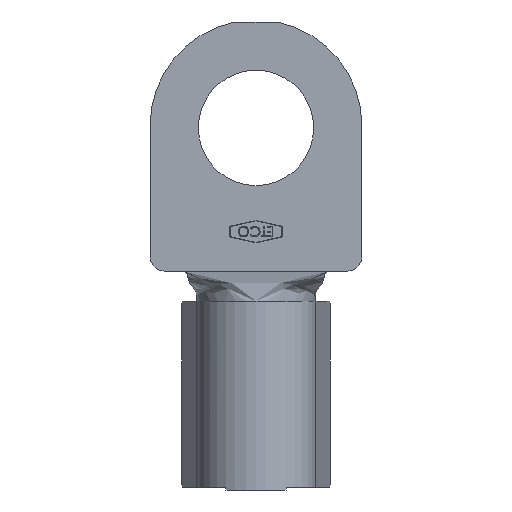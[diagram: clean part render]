
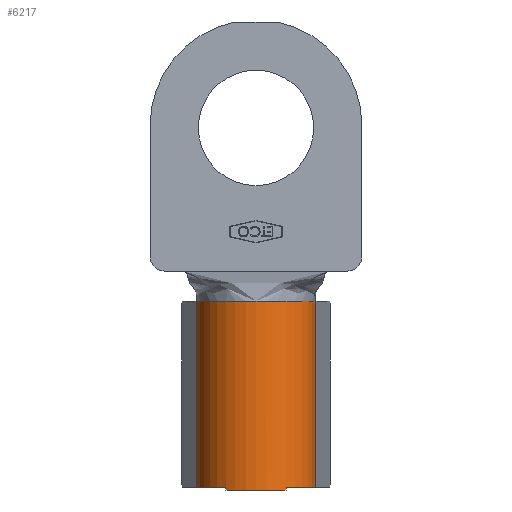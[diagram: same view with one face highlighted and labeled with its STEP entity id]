
A CAD part, front view. The second image highlights one B-rep face of the part: STEP entity #6217.
In plain terms, the highlighted cylindrical face has radius 5.334 mm (diameter 10.668 mm), a partial arc.
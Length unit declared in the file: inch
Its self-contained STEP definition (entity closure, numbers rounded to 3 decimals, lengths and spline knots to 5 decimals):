
#86 = CYLINDRICAL_SURFACE ( 'NONE', #1891, 0.21 ) ;
#124 = VERTEX_POINT ( 'NONE', #6562 ) ;
#204 = AXIS2_PLACEMENT_3D ( 'NONE', #4052, #4033, #4015 ) ;
#270 = FACE_OUTER_BOUND ( 'NONE', #5371, .T. ) ;
#596 = CARTESIAN_POINT ( 'NONE',  ( -0.105, -0.18187, -0.01 ) ) ;
#667 = DIRECTION ( 'NONE',  ( -1., 0., 0. ) ) ;
#718 = ORIENTED_EDGE ( 'NONE', *, *, #5530, .T. ) ;
#819 = ORIENTED_EDGE ( 'NONE', *, *, #4480, .F. ) ;
#874 = ORIENTED_EDGE ( 'NONE', *, *, #4505, .F. ) ;
#1308 = CIRCLE ( 'NONE', #204, 0.21 ) ;
#1392 = ORIENTED_EDGE ( 'NONE', *, *, #4576, .T. ) ;
#1440 = ORIENTED_EDGE ( 'NONE', *, *, #5365, .T. ) ;
#1499 = ORIENTED_EDGE ( 'NONE', *, *, #4583, .F. ) ;
#1561 = ORIENTED_EDGE ( 'NONE', *, *, #4714, .F. ) ;
#1600 = ORIENTED_EDGE ( 'NONE', *, *, #4372, .T. ) ;
#1624 = CARTESIAN_POINT ( 'NONE',  ( 0.20666, -0.0373, 0.65 ) ) ;
#1766 = VERTEX_POINT ( 'NONE', #5784 ) ;
#1891 = AXIS2_PLACEMENT_3D ( 'NONE', #4468, #5490, #667 ) ;
#1900 = CARTESIAN_POINT ( 'NONE',  ( 0., 0., 0. ) ) ;
#1964 = LINE ( 'NONE', #5955, #4550 ) ;
#2013 = DIRECTION ( 'NONE',  ( 0., 0., 1. ) ) ;
#2174 = CARTESIAN_POINT ( 'NONE',  ( -0.20666, -0.0373, 0.65 ) ) ;
#2186 = VERTEX_POINT ( 'NONE', #6052 ) ;
#2447 = VECTOR ( 'NONE', #5814, 39.37008 ) ;
#2518 = VERTEX_POINT ( 'NONE', #1624 ) ;
#2519 = DIRECTION ( 'NONE',  ( 1., 0., 0. ) ) ;
#2604 = CIRCLE ( 'NONE', #2958, 0.21 ) ;
#2958 = AXIS2_PLACEMENT_3D ( 'NONE', #5108, #2013, #5623 ) ;
#3019 = CARTESIAN_POINT ( 'NONE',  ( -0.20666, -0.0373, 0. ) ) ;
#3304 = VERTEX_POINT ( 'NONE', #3838 ) ;
#3463 = AXIS2_PLACEMENT_3D ( 'NONE', #1900, #5527, #2519 ) ;
#3550 = VECTOR ( 'NONE', #5684, 39.37008 ) ;
#3606 = VERTEX_POINT ( 'NONE', #4475 ) ;
#3711 = VERTEX_POINT ( 'NONE', #2174 ) ;
#3838 = CARTESIAN_POINT ( 'NONE',  ( 0.105, -0.18187, 0. ) ) ;
#4015 = DIRECTION ( 'NONE',  ( 1., 0., 0. ) ) ;
#4033 = DIRECTION ( 'NONE',  ( 0., 0., 1. ) ) ;
#4052 = CARTESIAN_POINT ( 'NONE',  ( 0., 0., 0.65 ) ) ;
#4372 = EDGE_CURVE ( 'NONE', #3711, #6852, #1964, .T. ) ;
#4468 = CARTESIAN_POINT ( 'NONE',  ( 0., 0., 0.65 ) ) ;
#4475 = CARTESIAN_POINT ( 'NONE',  ( 0.20666, -0.0373, 0. ) ) ;
#4480 = EDGE_CURVE ( 'NONE', #1766, #124, #5445, .T. ) ;
#4505 = EDGE_CURVE ( 'NONE', #2186, #1766, #5283, .T. ) ;
#4550 = VECTOR ( 'NONE', #5600, 39.37008 ) ;
#4576 = EDGE_CURVE ( 'NONE', #2186, #3304, #4806, .T. ) ;
#4583 = EDGE_CURVE ( 'NONE', #2518, #3606, #6078, .T. ) ;
#4714 = EDGE_CURVE ( 'NONE', #3711, #2518, #1308, .T. ) ;
#4806 = LINE ( 'NONE', #6172, #3550 ) ;
#5108 = CARTESIAN_POINT ( 'NONE',  ( 0., 0., 0. ) ) ;
#5283 = CIRCLE ( 'NONE', #6623, 0.21 ) ;
#5365 = EDGE_CURVE ( 'NONE', #3304, #3606, #6794, .T. ) ;
#5371 = EDGE_LOOP ( 'NONE', ( #718, #819, #874, #1392, #1440, #1499, #1561, #1600 ) ) ;
#5445 = LINE ( 'NONE', #596, #6716 ) ;
#5490 = DIRECTION ( 'NONE',  ( 0., 0., -1. ) ) ;
#5527 = DIRECTION ( 'NONE',  ( 0., 0., 1. ) ) ;
#5530 = EDGE_CURVE ( 'NONE', #6852, #124, #2604, .T. ) ;
#5600 = DIRECTION ( 'NONE',  ( 0., 0., -1. ) ) ;
#5623 = DIRECTION ( 'NONE',  ( 1., 0., 0. ) ) ;
#5634 = CARTESIAN_POINT ( 'NONE',  ( 0.20666, -0.0373, 0.65 ) ) ;
#5684 = DIRECTION ( 'NONE',  ( 0., 0., 1. ) ) ;
#5784 = CARTESIAN_POINT ( 'NONE',  ( -0.105, -0.18187, -0.01 ) ) ;
#5814 = DIRECTION ( 'NONE',  ( 0., 0., -1. ) ) ;
#5955 = CARTESIAN_POINT ( 'NONE',  ( -0.20666, -0.0373, 0.65 ) ) ;
#6052 = CARTESIAN_POINT ( 'NONE',  ( 0.105, -0.18187, -0.01 ) ) ;
#6078 = LINE ( 'NONE', #5634, #2447 ) ;
#6172 = CARTESIAN_POINT ( 'NONE',  ( 0.105, -0.18187, -0.01 ) ) ;
#6217 = ADVANCED_FACE ( 'NONE', ( #270 ), #86, .T. ) ;
#6365 = DIRECTION ( 'NONE',  ( -1., 0., 0. ) ) ;
#6400 = DIRECTION ( 'NONE',  ( 0., 0., -1. ) ) ;
#6420 = CARTESIAN_POINT ( 'NONE',  ( 0., 0., -0.01 ) ) ;
#6562 = CARTESIAN_POINT ( 'NONE',  ( -0.105, -0.18187, 0. ) ) ;
#6623 = AXIS2_PLACEMENT_3D ( 'NONE', #6420, #6400, #6365 ) ;
#6716 = VECTOR ( 'NONE', #6803, 39.37008 ) ;
#6794 = CIRCLE ( 'NONE', #3463, 0.21 ) ;
#6803 = DIRECTION ( 'NONE',  ( 0., 0., 1. ) ) ;
#6852 = VERTEX_POINT ( 'NONE', #3019 ) ;
